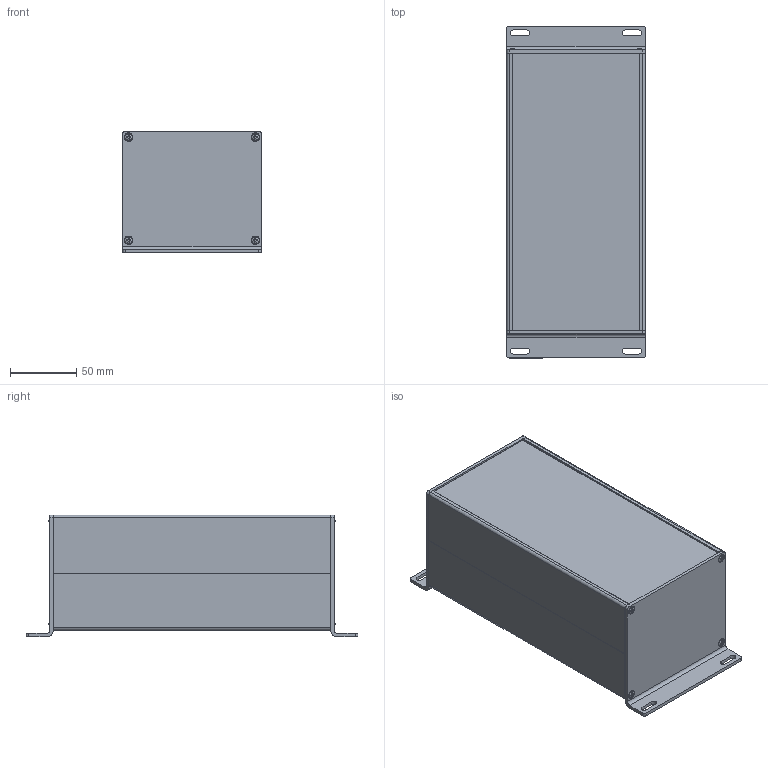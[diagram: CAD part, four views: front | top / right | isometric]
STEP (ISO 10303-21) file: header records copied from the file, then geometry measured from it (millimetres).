
FILE_DESCRIPTION(/* description */ (''),/* implementation_level */ '2;1');
FILE_NAME(/* name */ '2501101800 - Profil-Geh. ETP 108721 - m. Alu-Winkel-Deckeln.stp',/* time_stamp */ '2016-10-14T10:21:54+02:00',/* author */ ('Robin.Rentz'),/* organization */ (''),/* preprocessor_version */ 'ST-DEVELOPER v15.6',/* originating_system */ 'Autodesk Inventor 2015',/* authorisation */ '');
FILE_SCHEMA (('CONFIG_CONTROL_DESIGN'));
Length unit declared in the file: millimetre
Products named in the file (4): Profil ETP hoch _ 210 mm; 2516000006 - Alu-Winkel-Deckel ETP _ 87er Höhe; 1990000000 - C2,9 x 13 (DIN 7983); 2501101800 - Profil-Geh. ETP 108721 - m. Alu-Winkel-Deckeln
Bounding box: 105 x 251.2 x 92 mm (x, y, z)
Volume: 258560.2 mm3; surface area: 251945.4 mm2
Topology: 12 solids, 12 shells, 1600 faces, 3600 edges, 2016 vertices
Faces by surface type: cylinder 700, plane 412, sphere 232, torus 224, cone 24, bspline 8
Full cylindrical faces by diameter (mm): 2.9 x8, 4 x8, 5.5 x8
Entity records: 20224 total; most frequent: DIRECTION 3820, CARTESIAN_POINT 3278, ORIENTED_EDGE 3128, EDGE_CURVE 1564, AXIS2_PLACEMENT_3D 1544, VERTEX_POINT 863, CIRCLE 810, EDGE_LOOP 743
